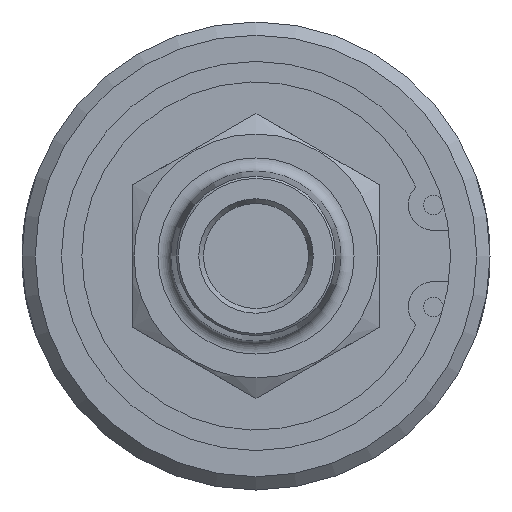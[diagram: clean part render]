
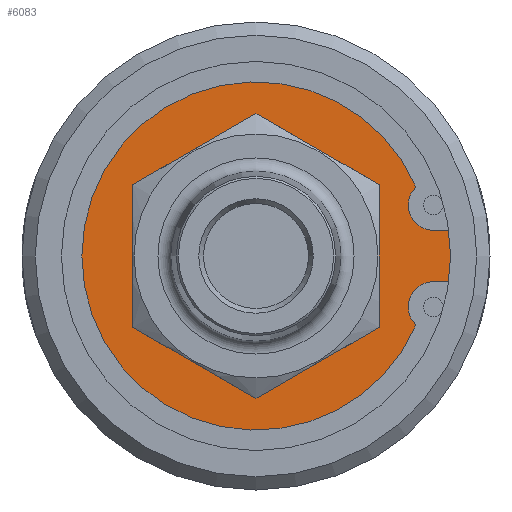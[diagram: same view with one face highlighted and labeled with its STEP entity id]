
A CAD part, left-side view. The second image highlights one B-rep face of the part: STEP entity #6083.
In plain terms, the highlighted planar face has unit normal (-1, 0, 0).
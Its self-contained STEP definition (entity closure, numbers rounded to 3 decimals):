
#125=FACE_BOUND('',#2052,.T.);
#405=PLANE('',#6481);
#702=LINE('',#55362,#1028);
#707=LINE('',#55380,#1033);
#1028=VECTOR('',#7379,10.);
#1033=VECTOR('',#7394,10.);
#1211=CIRCLE('',#6410,3.048);
#1212=CIRCLE('',#6412,3.048);
#1213=CIRCLE('',#6414,21.057);
#1238=CIRCLE('',#6459,13.9);
#1239=CIRCLE('',#6460,13.9);
#1248=CIRCLE('',#6482,25.375);
#1667=FACE_OUTER_BOUND('',#2051,.T.);
#2051=EDGE_LOOP('',(#5676,#5677,#5678,#5679,#5680,#5681));
#2052=EDGE_LOOP('',(#5682,#5683));
#2934=VERTEX_POINT('',#55359);
#2935=VERTEX_POINT('',#55361);
#2939=VERTEX_POINT('',#55377);
#2940=VERTEX_POINT('',#55379);
#2941=VERTEX_POINT('',#55383);
#2942=VERTEX_POINT('',#55387);
#2979=VERTEX_POINT('',#55527);
#2980=VERTEX_POINT('',#55528);
#3806=EDGE_CURVE('',#2935,#2934,#702,.T.);
#3814=EDGE_CURVE('',#2940,#2939,#707,.T.);
#3816=EDGE_CURVE('',#2941,#2935,#1211,.T.);
#3818=EDGE_CURVE('',#2939,#2942,#1212,.T.);
#3820=EDGE_CURVE('',#2942,#2941,#1213,.T.);
#3872=EDGE_CURVE('',#2979,#2980,#1238,.T.);
#3873=EDGE_CURVE('',#2980,#2979,#1239,.T.);
#3889=EDGE_CURVE('',#2934,#2940,#1248,.T.);
#5676=ORIENTED_EDGE('',*,*,#3806,.T.);
#5677=ORIENTED_EDGE('',*,*,#3889,.T.);
#5678=ORIENTED_EDGE('',*,*,#3814,.T.);
#5679=ORIENTED_EDGE('',*,*,#3818,.T.);
#5680=ORIENTED_EDGE('',*,*,#3820,.T.);
#5681=ORIENTED_EDGE('',*,*,#3816,.T.);
#5682=ORIENTED_EDGE('',*,*,#3872,.T.);
#5683=ORIENTED_EDGE('',*,*,#3873,.T.);
#6083=ADVANCED_FACE('',(#1667,#125),#405,.F.);
#6410=AXIS2_PLACEMENT_3D('',#55384,#7398,#7399);
#6412=AXIS2_PLACEMENT_3D('',#55388,#7403,#7404);
#6414=AXIS2_PLACEMENT_3D('',#55391,#7408,#7409);
#6459=AXIS2_PLACEMENT_3D('',#55529,#7511,#7512);
#6460=AXIS2_PLACEMENT_3D('',#55530,#7513,#7514);
#6481=AXIS2_PLACEMENT_3D('',#55566,#7562,#7563);
#6482=AXIS2_PLACEMENT_3D('',#55567,#7564,#7565);
#7379=DIRECTION('',(0.,-1.,0.));
#7394=DIRECTION('',(0.,1.,0.));
#7398=DIRECTION('center_axis',(1.,0.,0.));
#7399=DIRECTION('ref_axis',(0.,0.,1.));
#7403=DIRECTION('center_axis',(1.,0.,0.));
#7404=DIRECTION('ref_axis',(0.,-0.961,0.276));
#7408=DIRECTION('center_axis',(-1.,0.,0.));
#7409=DIRECTION('ref_axis',(0.,0.,-1.));
#7511=DIRECTION('center_axis',(1.,0.,0.));
#7512=DIRECTION('ref_axis',(0.,1.,0.));
#7513=DIRECTION('center_axis',(1.,0.,0.));
#7514=DIRECTION('ref_axis',(0.,1.,0.));
#7562=DIRECTION('center_axis',(1.,0.,0.));
#7563=DIRECTION('ref_axis',(0.,0.,-1.));
#7564=DIRECTION('center_axis',(-1.,0.,0.));
#7565=DIRECTION('ref_axis',(0.,1.,0.));
#55359=CARTESIAN_POINT('',(3.968,-25.184,-3.112));
#55361=CARTESIAN_POINT('',(3.968,-21.461,-3.112));
#55362=CARTESIAN_POINT('',(3.968,-3.131,-3.112));
#55377=CARTESIAN_POINT('',(3.968,-21.461,3.112));
#55379=CARTESIAN_POINT('',(3.968,-25.184,3.112));
#55380=CARTESIAN_POINT('',(3.968,-1.269,3.112));
#55383=CARTESIAN_POINT('',(3.968,-19.334,-8.343));
#55384=CARTESIAN_POINT('Origin',(3.968,-21.461,-6.16));
#55387=CARTESIAN_POINT('',(3.968,-19.334,8.343));
#55388=CARTESIAN_POINT('Origin',(3.968,-21.461,6.16));
#55391=CARTESIAN_POINT('Origin',(3.968,0.,0.));
#55527=CARTESIAN_POINT('',(3.968,13.9,0.));
#55528=CARTESIAN_POINT('',(3.968,-13.9,0.));
#55529=CARTESIAN_POINT('Origin',(3.968,0.,0.));
#55530=CARTESIAN_POINT('Origin',(3.968,0.,0.));
#55566=CARTESIAN_POINT('Origin',(3.968,18.923,0.));
#55567=CARTESIAN_POINT('Origin',(3.968,0.,0.));
